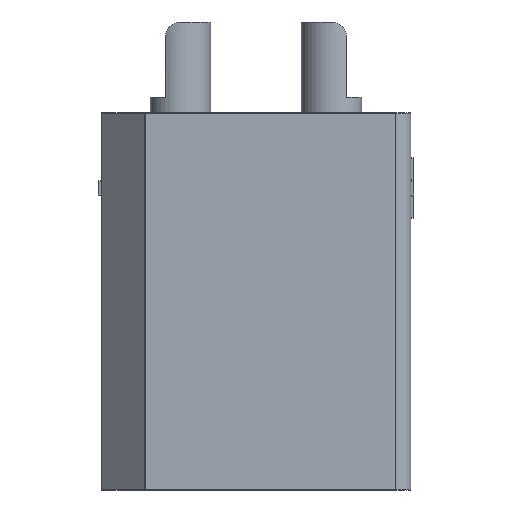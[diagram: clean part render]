
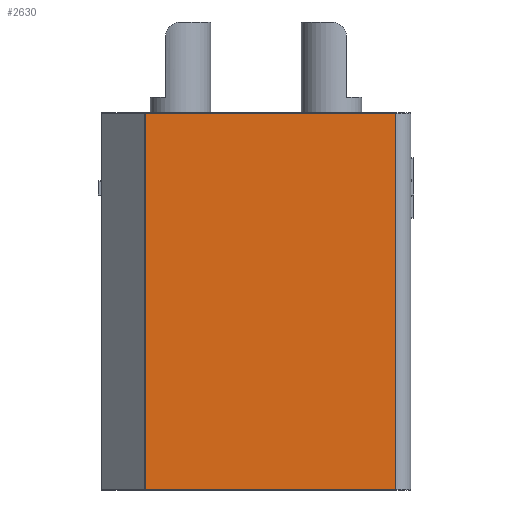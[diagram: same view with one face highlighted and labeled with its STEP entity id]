
A CAD part, left-side view. The second image highlights one B-rep face of the part: STEP entity #2630.
In plain terms, the highlighted planar face has unit normal (-1, 0, 0).
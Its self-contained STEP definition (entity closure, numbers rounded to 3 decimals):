
#370=FACE_OUTER_BOUND('',#540,.T.);
#540=EDGE_LOOP('',(#1825,#1826,#1827,#1828));
#745=LINE('',#4169,#959);
#746=LINE('',#4171,#960);
#747=LINE('',#4173,#961);
#748=LINE('',#4174,#962);
#959=VECTOR('',#3244,1.);
#960=VECTOR('',#3245,1.);
#961=VECTOR('',#3246,1.);
#962=VECTOR('',#3247,1.);
#1189=VERTEX_POINT('',#4167);
#1190=VERTEX_POINT('',#4168);
#1191=VERTEX_POINT('',#4170);
#1192=VERTEX_POINT('',#4172);
#1427=EDGE_CURVE('',#1189,#1190,#745,.T.);
#1428=EDGE_CURVE('',#1191,#1190,#746,.T.);
#1429=EDGE_CURVE('',#1192,#1191,#747,.T.);
#1430=EDGE_CURVE('',#1189,#1192,#748,.T.);
#1825=ORIENTED_EDGE('',*,*,#1427,.T.);
#1826=ORIENTED_EDGE('',*,*,#1428,.F.);
#1827=ORIENTED_EDGE('',*,*,#1429,.F.);
#1828=ORIENTED_EDGE('',*,*,#1430,.F.);
#2574=PLANE('',#2841);
#2630=ADVANCED_FACE('',(#370),#2574,.T.);
#2841=AXIS2_PLACEMENT_3D('',#4166,#3242,#3243);
#3242=DIRECTION('center_axis',(-1.,0.,0.));
#3243=DIRECTION('ref_axis',(0.,1.,0.));
#3244=DIRECTION('',(0.,-1.,0.));
#3245=DIRECTION('',(0.,0.,-1.));
#3246=DIRECTION('',(0.,-1.,0.));
#3247=DIRECTION('',(0.,0.,1.));
#4166=CARTESIAN_POINT('Origin',(0.,0.,0.));
#4167=CARTESIAN_POINT('',(0.,8.792,0.02));
#4168=CARTESIAN_POINT('',(0.,0.5,0.02));
#4169=CARTESIAN_POINT('',(0.,0.,0.02));
#4170=CARTESIAN_POINT('',(0.,0.5,12.48));
#4171=CARTESIAN_POINT('',(0.,0.5,0.));
#4172=CARTESIAN_POINT('',(0.,8.792,12.48));
#4173=CARTESIAN_POINT('',(0.,0.,12.48));
#4174=CARTESIAN_POINT('',(0.,8.792,0.));
